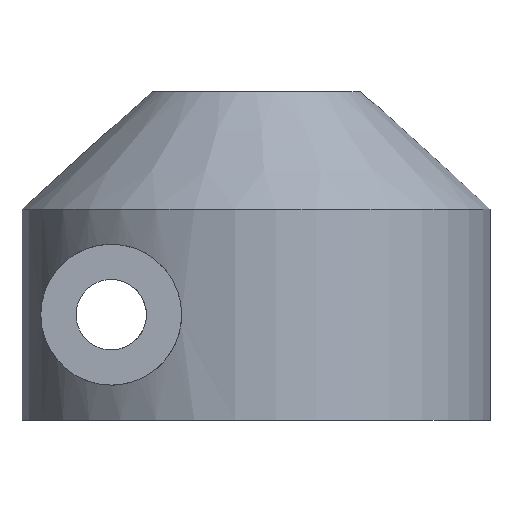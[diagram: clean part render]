
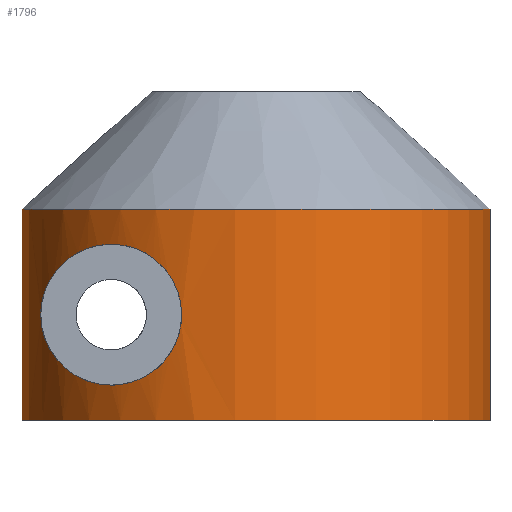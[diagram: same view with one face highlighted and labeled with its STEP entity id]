
A CAD part, front view. The second image highlights one B-rep face of the part: STEP entity #1796.
In plain terms, the highlighted cylindrical face has radius 10 mm (diameter 20 mm), a partial arc.
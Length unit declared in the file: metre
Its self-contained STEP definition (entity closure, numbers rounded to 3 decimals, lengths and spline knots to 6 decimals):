
#58=B_SPLINE_CURVE_WITH_KNOTS('',3,(#2265,#2266,#2267,#2268,#2269,#2270,
#2271,#2272,#2273,#2274,#2275,#2276,#2277,#2278,#2279,#2280,#2281,#2282,
#2283,#2284,#2285,#2286),.UNSPECIFIED.,.T.,.F.,(1,1,1,1,1,1,1,1,1,1,1,1,
1,1,1,1,1,1,1,1,1,1,1,1,1,1),(-0.004214,-0.002809,
-0.001405,0.,0.001405,0.002809,
0.004214,0.004916,0.005618,0.006321,
0.007023,0.007725,0.008428,0.009832,
0.011237,0.012641,0.014046,0.015451,
0.016855,0.01826,0.019664,0.021069,
0.022473,0.023878,0.025283,0.026687),
 .UNSPECIFIED.);
#62=B_SPLINE_CURVE_WITH_KNOTS('',3,(#2344,#2345,#2346,#2347,#2348,#2349,
#2350),.UNSPECIFIED.,.F.,.F.,(4,1,1,1,4),(0.,0.001287,0.002574,
0.003862,0.005149),.UNSPECIFIED.);
#224=LINE('',#2306,#334);
#229=LINE('',#2330,#339);
#230=LINE('',#2333,#340);
#231=LINE('',#2338,#341);
#232=LINE('',#2342,#342);
#334=VECTOR('',#2015,1.);
#339=VECTOR('',#2030,1.);
#340=VECTOR('',#2033,1.);
#341=VECTOR('',#2036,1.);
#342=VECTOR('',#2039,1.);
#440=CYLINDRICAL_SURFACE('',#1920,0.01);
#481=ORIENTED_EDGE('',*,*,#1035,.T.);
#482=ORIENTED_EDGE('',*,*,#1038,.F.);
#483=ORIENTED_EDGE('',*,*,#1039,.F.);
#484=ORIENTED_EDGE('',*,*,#1029,.T.);
#485=ORIENTED_EDGE('',*,*,#1021,.T.);
#486=ORIENTED_EDGE('',*,*,#1040,.F.);
#487=ORIENTED_EDGE('',*,*,#1041,.T.);
#488=ORIENTED_EDGE('',*,*,#1042,.F.);
#489=ORIENTED_EDGE('',*,*,#1043,.F.);
#490=ORIENTED_EDGE('',*,*,#1044,.F.);
#491=ORIENTED_EDGE('',*,*,#1045,.T.);
#1021=EDGE_CURVE('',#1306,#1306,#58,.T.);
#1029=EDGE_CURVE('',#1312,#1311,#224,.T.);
#1035=EDGE_CURVE('',#1311,#1316,#1498,.T.);
#1038=EDGE_CURVE('',#1318,#1316,#229,.T.);
#1039=EDGE_CURVE('',#1312,#1318,#1499,.T.);
#1040=EDGE_CURVE('',#1319,#1320,#230,.T.);
#1041=EDGE_CURVE('',#1319,#1321,#1500,.T.);
#1042=EDGE_CURVE('',#1322,#1321,#231,.F.);
#1043=EDGE_CURVE('',#1323,#1322,#1501,.T.);
#1044=EDGE_CURVE('',#1324,#1323,#232,.T.);
#1045=EDGE_CURVE('',#1324,#1320,#62,.T.);
#1306=VERTEX_POINT('',#2287);
#1311=VERTEX_POINT('',#2305);
#1312=VERTEX_POINT('',#2307);
#1316=VERTEX_POINT('',#2320);
#1318=VERTEX_POINT('',#2331);
#1319=VERTEX_POINT('',#2334);
#1320=VERTEX_POINT('',#2335);
#1321=VERTEX_POINT('',#2337);
#1322=VERTEX_POINT('',#2339);
#1323=VERTEX_POINT('',#2341);
#1324=VERTEX_POINT('',#2343);
#1498=CIRCLE('',#1918,0.01);
#1499=CIRCLE('',#1921,0.01);
#1500=CIRCLE('',#1922,0.01);
#1501=CIRCLE('',#1923,0.01);
#1520=EDGE_LOOP('',(#481,#482,#483,#484));
#1521=EDGE_LOOP('',(#485));
#1522=EDGE_LOOP('',(#486,#487,#488,#489,#490,#491));
#1635=FACE_BOUND('',#1520,.T.);
#1636=FACE_BOUND('',#1521,.T.);
#1637=FACE_BOUND('',#1522,.T.);
#1796=ADVANCED_FACE('',(#1635,#1636,#1637),#440,.T.);
#1918=AXIS2_PLACEMENT_3D('',#2321,#2023,#2024);
#1920=AXIS2_PLACEMENT_3D('',#2329,#2028,#2029);
#1921=AXIS2_PLACEMENT_3D('',#2332,#2031,#2032);
#1922=AXIS2_PLACEMENT_3D('',#2336,#2034,#2035);
#1923=AXIS2_PLACEMENT_3D('',#2340,#2037,#2038);
#2015=DIRECTION('',(0.,0.,-1.));
#2023=DIRECTION('',(0.,0.,1.));
#2024=DIRECTION('',(1.,0.,0.));
#2028=DIRECTION('',(0.,0.,-1.));
#2029=DIRECTION('',(-1.,0.,0.));
#2030=DIRECTION('',(0.,0.,-1.));
#2031=DIRECTION('',(0.,0.,1.));
#2032=DIRECTION('',(1.,0.,0.));
#2033=DIRECTION('',(0.,0.,-1.));
#2034=DIRECTION('',(0.,0.,1.));
#2035=DIRECTION('',(1.,0.,0.));
#2036=DIRECTION('',(0.,0.,-1.));
#2037=DIRECTION('',(0.,0.,1.));
#2038=DIRECTION('',(1.,0.,0.));
#2039=DIRECTION('',(0.,0.,-1.));
#2265=CARTESIAN_POINT('',(-0.005007,-0.008693,0.001638));
#2266=CARTESIAN_POINT('',(-0.006192,-0.007896,0.001431));
#2267=CARTESIAN_POINT('',(-0.007234,-0.006949,0.001636));
#2268=CARTESIAN_POINT('',(-0.008083,-0.005934,0.002126));
#2269=CARTESIAN_POINT('',(-0.008631,-0.005074,0.002728));
#2270=CARTESIAN_POINT('',(-0.00896,-0.004449,0.003357));
#2271=CARTESIAN_POINT('',(-0.00914,-0.004061,0.003933));
#2272=CARTESIAN_POINT('',(-0.009194,-0.003934,0.004655));
#2273=CARTESIAN_POINT('',(-0.009074,-0.004209,0.005327));
#2274=CARTESIAN_POINT('',(-0.008864,-0.004639,0.005851));
#2275=CARTESIAN_POINT('',(-0.008506,-0.005283,0.006431));
#2276=CARTESIAN_POINT('',(-0.007926,-0.006144,0.006994));
#2277=CARTESIAN_POINT('',(-0.007038,-0.007149,0.007431));
#2278=CARTESIAN_POINT('',(-0.005963,-0.00807,0.007565));
#2279=CARTESIAN_POINT('',(-0.004774,-0.00882,0.007259));
#2280=CARTESIAN_POINT('',(-0.003713,-0.0093,0.006404));
#2281=CARTESIAN_POINT('',(-0.003112,-0.009504,0.005096));
#2282=CARTESIAN_POINT('',(-0.003177,-0.009484,0.003636));
#2283=CARTESIAN_POINT('',(-0.003888,-0.009232,0.002392));
#2284=CARTESIAN_POINT('',(-0.005007,-0.008693,0.001638));
#2285=CARTESIAN_POINT('',(-0.006192,-0.007896,0.001431));
#2286=CARTESIAN_POINT('',(-0.007234,-0.006949,0.001636));
#2287=CARTESIAN_POINT('',(-0.006168,-0.007871,0.0015));
#2305=CARTESIAN_POINT('',(-0.009968,-0.0008,0.));
#2306=CARTESIAN_POINT('',(-0.009968,-0.0008,0.009));
#2307=CARTESIAN_POINT('',(-0.009968,-0.0008,0.009));
#2320=CARTESIAN_POINT('',(-0.009968,0.0008,0.));
#2321=CARTESIAN_POINT('',(0.,0.,0.));
#2329=CARTESIAN_POINT('',(0.,0.,0.009));
#2330=CARTESIAN_POINT('',(-0.009968,0.0008,0.009));
#2331=CARTESIAN_POINT('',(-0.009968,0.0008,0.009));
#2332=CARTESIAN_POINT('',(0.,0.,0.009));
#2333=CARTESIAN_POINT('',(-0.006168,0.007871,0.009));
#2334=CARTESIAN_POINT('',(-0.006168,0.007871,0.00725));
#2335=CARTESIAN_POINT('',(-0.006168,0.007871,0.006));
#2336=CARTESIAN_POINT('',(0.,0.,0.00725));
#2337=CARTESIAN_POINT('',(-0.00925,0.0038,0.00725));
#2338=CARTESIAN_POINT('',(-0.00925,0.0038,0.009));
#2339=CARTESIAN_POINT('',(-0.00925,0.0038,0.00175));
#2340=CARTESIAN_POINT('',(0.,0.,0.00175));
#2341=CARTESIAN_POINT('',(-0.006168,0.007871,0.00175));
#2342=CARTESIAN_POINT('',(-0.006168,0.007871,0.009));
#2343=CARTESIAN_POINT('',(-0.006168,0.007871,0.003));
#2344=CARTESIAN_POINT('',(-0.006168,0.007871,0.003));
#2345=CARTESIAN_POINT('',(-0.005825,0.00814,0.003));
#2346=CARTESIAN_POINT('',(-0.005091,0.00863,0.003227));
#2347=CARTESIAN_POINT('',(-0.004459,0.008949,0.004493));
#2348=CARTESIAN_POINT('',(-0.005083,0.008635,0.005771));
#2349=CARTESIAN_POINT('',(-0.005828,0.008138,0.006));
#2350=CARTESIAN_POINT('',(-0.006168,0.007871,0.006));
